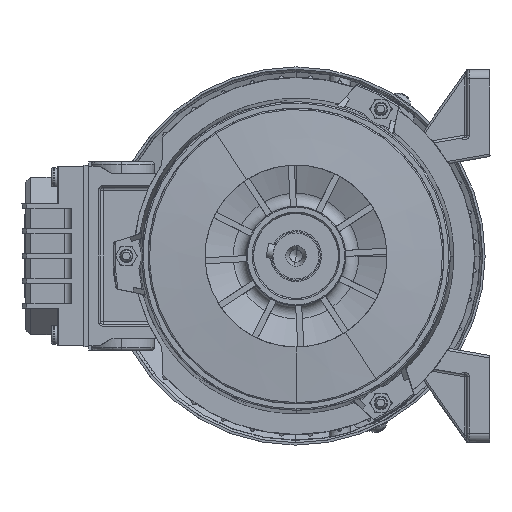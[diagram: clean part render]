
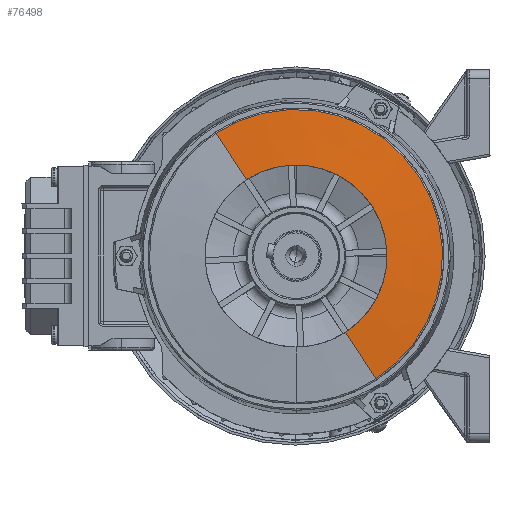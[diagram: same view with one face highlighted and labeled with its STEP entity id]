
A CAD part, left-side view. The second image highlights one B-rep face of the part: STEP entity #76498.
In plain terms, the highlighted conical face has half-angle 85 degrees and reference radius 60.452 mm.
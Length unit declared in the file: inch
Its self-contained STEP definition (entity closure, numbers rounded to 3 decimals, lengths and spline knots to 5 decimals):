
#9117 = CONICAL_SURFACE ( 'NONE', #138494, 2.38001, 1.484 ) ;
#10088 = ORIENTED_EDGE ( 'NONE', *, *, #48618, .T. ) ;
#12606 = VECTOR ( 'NONE', #92946, 39.37008 ) ;
#12841 = CARTESIAN_POINT ( 'NONE',  ( -4.15347, -0.28801, 0. ) ) ;
#13474 = ORIENTED_EDGE ( 'NONE', *, *, #111768, .F. ) ;
#23007 = CIRCLE ( 'NONE', #44007, 1.47638 ) ;
#32323 = DIRECTION ( 'NONE',  ( 1., 0., 0. ) ) ;
#35103 = VERTEX_POINT ( 'NONE', #125568 ) ;
#36238 = EDGE_CURVE ( 'NONE', #44566, #50398, #128795, .T. ) ;
#37435 = LINE ( 'NONE', #72721, #12606 ) ;
#42434 = CARTESIAN_POINT ( 'NONE',  ( -4.15347, -0.28801, 0. ) ) ;
#42543 = EDGE_LOOP ( 'NONE', ( #13474, #69900, #119909, #10088 ) ) ;
#44007 = AXIS2_PLACEMENT_3D ( 'NONE', #45154, #45861, #111475 ) ;
#44566 = VERTEX_POINT ( 'NONE', #61511 ) ;
#45154 = CARTESIAN_POINT ( 'NONE',  ( -4.23253, -0.28801, 0. ) ) ;
#45861 = DIRECTION ( 'NONE',  ( 1., 0., 0. ) ) ;
#48618 = EDGE_CURVE ( 'NONE', #122398, #35103, #37435, .T. ) ;
#50398 = VERTEX_POINT ( 'NONE', #115231 ) ;
#51318 = EDGE_CURVE ( 'NONE', #50398, #122398, #23007, .T. ) ;
#51574 = DIRECTION ( 'NONE',  ( -0.087, -0.543, -0.835 ) ) ;
#61511 = CARTESIAN_POINT ( 'NONE',  ( -4.15347, 1.00824, 1.99605 ) ) ;
#68372 = DIRECTION ( 'NONE',  ( 1., 0., 0. ) ) ;
#69900 = ORIENTED_EDGE ( 'NONE', *, *, #36238, .T. ) ;
#72721 = CARTESIAN_POINT ( 'NONE',  ( -4.15347, -1.58425, -1.99605 ) ) ;
#76498 = ADVANCED_FACE ( 'NONE', ( #131901 ), #9117, .T. ) ;
#77618 = CARTESIAN_POINT ( 'NONE',  ( -4.23253, -1.0921, -1.23819 ) ) ;
#92946 = DIRECTION ( 'NONE',  ( 0.087, -0.543, -0.835 ) ) ;
#100734 = VECTOR ( 'NONE', #51574, 39.37008 ) ;
#106429 = CARTESIAN_POINT ( 'NONE',  ( -4.15347, 1.00824, 1.99605 ) ) ;
#110964 = DIRECTION ( 'NONE',  ( 0., 0., -1. ) ) ;
#111475 = DIRECTION ( 'NONE',  ( 0., 0., -1. ) ) ;
#111768 = EDGE_CURVE ( 'NONE', #44566, #35103, #137984, .T. ) ;
#115231 = CARTESIAN_POINT ( 'NONE',  ( -4.23253, 0.51609, 1.23819 ) ) ;
#119909 = ORIENTED_EDGE ( 'NONE', *, *, #51318, .T. ) ;
#122398 = VERTEX_POINT ( 'NONE', #77618 ) ;
#125568 = CARTESIAN_POINT ( 'NONE',  ( -4.15347, -1.58425, -1.99605 ) ) ;
#128795 = LINE ( 'NONE', #106429, #100734 ) ;
#131901 = FACE_OUTER_BOUND ( 'NONE', #42543, .T. ) ;
#137984 = CIRCLE ( 'NONE', #142479, 2.38001 ) ;
#138494 = AXIS2_PLACEMENT_3D ( 'NONE', #12841, #68372, #110964 ) ;
#141218 = DIRECTION ( 'NONE',  ( 0., 0.545, 0.839 ) ) ;
#142479 = AXIS2_PLACEMENT_3D ( 'NONE', #42434, #32323, #141218 ) ;
